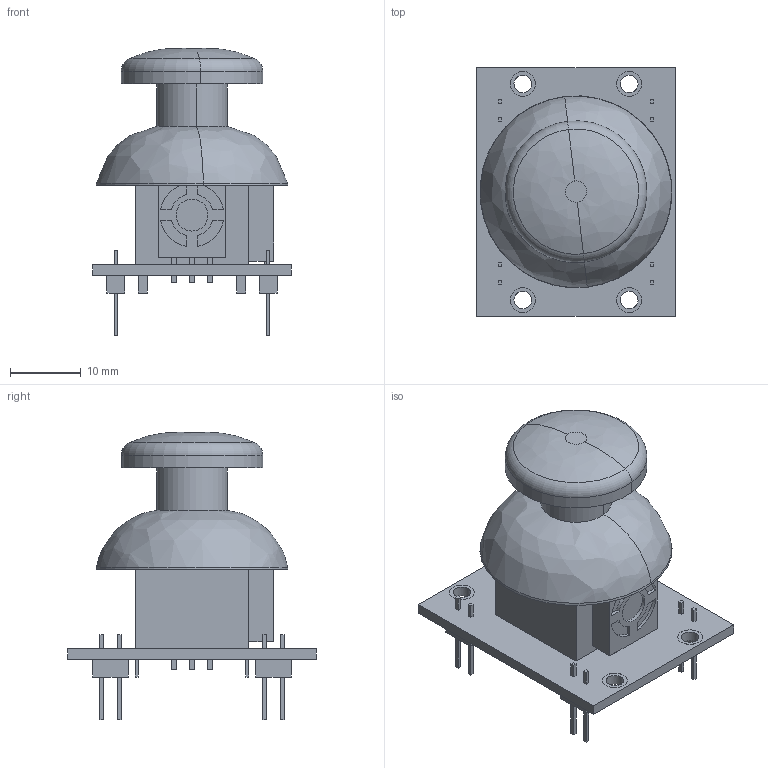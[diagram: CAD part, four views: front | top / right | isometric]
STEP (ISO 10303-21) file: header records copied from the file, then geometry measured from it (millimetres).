
FILE_DESCRIPTION(/* description */ (''),/* implementation_level */ '2;1');
FILE_NAME(/* name */ 'Parallax 2-Axis Joystick 27800.stp',/* time_stamp */ '2018-03-06T15:36:01-05:00',/* author */ (''),/* organization */ (''),/* preprocessor_version */ 'ST-DEVELOPER v16',/* originating_system */ 'SIEMENS PLM Software NX 11.0',/* authorisation */ '');
FILE_SCHEMA (('AP203_CONFIGURATION_CONTROLLED_3D_DESIGN_OF_MECHANICAL_PARTS_AND_ASSEMBLIES_MIM_LF { 1 0 10303 403 2 1 2}'));
Length unit declared in the file: millimetre
Products named in the file (1): simr1FF4AE036nm2
Bounding box: 28 x 35 x 40.51 mm (x, y, z)
Volume: 6227.5 mm3; surface area: 7312.1 mm2
Topology: 1 solids, 2 shells, 298 faces, 740 edges, 494 vertices
Faces by surface type: plane 244, cylinder 38, cone 8, bspline 6, torus 2
Full cylindrical faces by diameter (mm): 2.5 x4, 3.5 x8
Entity records: 10023 total; most frequent: CARTESIAN_POINT 1671, ORIENTED_EDGE 1432, DIRECTION 1388, EDGE_CURVE 716, LINE 590, VECTOR 590, VERTEX_POINT 482, AXIS2_PLACEMENT_3D 399
